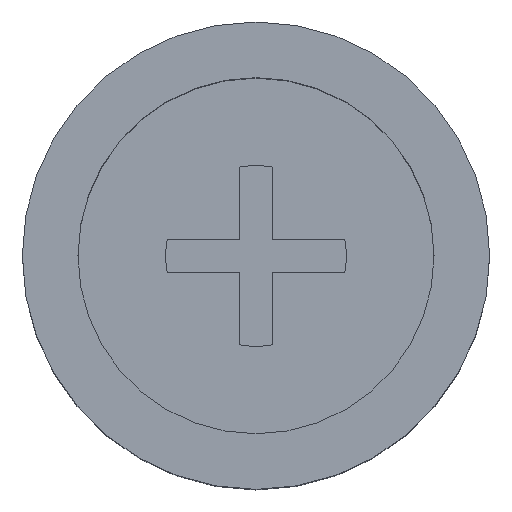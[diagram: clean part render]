
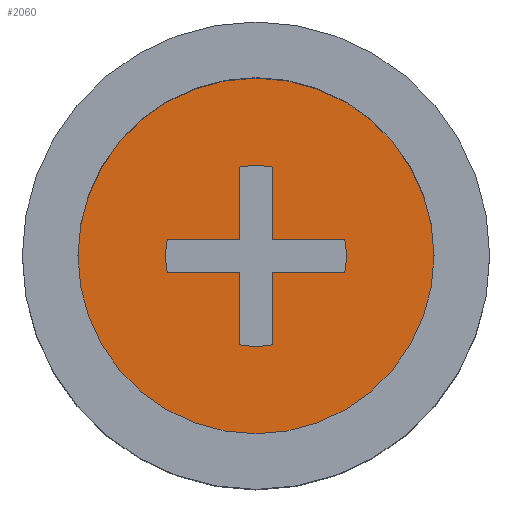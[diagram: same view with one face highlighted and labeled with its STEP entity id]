
A CAD part, top view. The second image highlights one B-rep face of the part: STEP entity #2060.
In plain terms, the highlighted planar face has unit normal (0, 0, 1).
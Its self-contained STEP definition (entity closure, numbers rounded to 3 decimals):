
#100=CARTESIAN_POINT('',(-3.2,100.,1.));
#110=VERTEX_POINT('',#100);
#290=CARTESIAN_POINT('',(3.2,100.,1.));
#300=VERTEX_POINT('',#290);
#330=CARTESIAN_POINT('',(0.,100.,1.));
#340=DIRECTION('',(0.,0.,1.));
#350=DIRECTION('',(-1.,0.,0.));
#360=AXIS2_PLACEMENT_3D('',#330,#340,#350);
#370=CIRCLE('',#360,3.2);
#380=EDGE_CURVE('',#300,#110,#370,.T.);
#1010=CARTESIAN_POINT('',(0.,100.,1.));
#1020=DIRECTION('',(0.,0.,1.));
#1030=DIRECTION('',(-1.,0.,0.));
#1040=AXIS2_PLACEMENT_3D('',#1010,#1020,#1030);
#1050=PLANE('',#1040);
#1060=CARTESIAN_POINT('',(0.,100.,1.));
#1070=DIRECTION('',(0.,0.,1.));
#1080=DIRECTION('',(1.,0.,0.));
#1090=AXIS2_PLACEMENT_3D('',#1060,#1070,#1080);
#1100=CIRCLE('',#1090,1.375);
#1110=CARTESIAN_POINT('',(0.3,101.342,1.));
#1120=VERTEX_POINT('',#1110);
#1130=CARTESIAN_POINT('',(-0.3,101.342,1.));
#1140=VERTEX_POINT('',#1130);
#1150=EDGE_CURVE('',#1120,#1140,#1100,.T.);
#1160=ORIENTED_EDGE('',*,*,#1150,.F.);
#1170=CARTESIAN_POINT('',(-0.3,-2.127,1.));
#1180=DIRECTION('',(0.,-1.,0.));
#1190=VECTOR('',#1180,1.);
#1200=LINE('',#1170,#1190);
#1210=CARTESIAN_POINT('',(-0.3,100.3,1.));
#1220=VERTEX_POINT('',#1210);
#1230=EDGE_CURVE('',#1140,#1220,#1200,.T.);
#1240=ORIENTED_EDGE('',*,*,#1230,.F.);
#1250=CARTESIAN_POINT('',(-23.328,100.3,1.));
#1260=DIRECTION('',(-1.,0.,0.));
#1270=VECTOR('',#1260,1.);
#1280=LINE('',#1250,#1270);
#1290=CARTESIAN_POINT('',(-1.342,100.3,1.));
#1300=VERTEX_POINT('',#1290);
#1310=EDGE_CURVE('',#1220,#1300,#1280,.T.);
#1320=ORIENTED_EDGE('',*,*,#1310,.F.);
#1330=CARTESIAN_POINT('',(-1.375,100.,1.));
#1340=VERTEX_POINT('',#1330);
#1350=EDGE_CURVE('',#1300,#1340,#1100,.T.);
#1360=ORIENTED_EDGE('',*,*,#1350,.F.);
#1370=CARTESIAN_POINT('',(-1.342,99.7,1.));
#1380=VERTEX_POINT('',#1370);
#1390=EDGE_CURVE('',#1340,#1380,#1100,.T.);
#1400=ORIENTED_EDGE('',*,*,#1390,.F.);
#1410=CARTESIAN_POINT('',(-23.328,99.7,1.));
#1420=DIRECTION('',(1.,0.,0.));
#1430=VECTOR('',#1420,1.);
#1440=LINE('',#1410,#1430);
#1450=CARTESIAN_POINT('',(-0.3,99.7,1.));
#1460=VERTEX_POINT('',#1450);
#1470=EDGE_CURVE('',#1380,#1460,#1440,.T.);
#1480=ORIENTED_EDGE('',*,*,#1470,.F.);
#1490=CARTESIAN_POINT('',(-0.3,-2.127,1.));
#1500=DIRECTION('',(0.,-1.,0.));
#1510=VECTOR('',#1500,1.);
#1520=LINE('',#1490,#1510);
#1530=CARTESIAN_POINT('',(-0.3,98.658,1.));
#1540=VERTEX_POINT('',#1530);
#1550=EDGE_CURVE('',#1460,#1540,#1520,.T.);
#1560=ORIENTED_EDGE('',*,*,#1550,.F.);
#1570=CARTESIAN_POINT('',(0.3,98.658,1.));
#1580=VERTEX_POINT('',#1570);
#1590=EDGE_CURVE('',#1540,#1580,#1100,.T.);
#1600=ORIENTED_EDGE('',*,*,#1590,.F.);
#1610=CARTESIAN_POINT('',(0.3,-2.127,1.));
#1620=DIRECTION('',(0.,1.,0.));
#1630=VECTOR('',#1620,1.);
#1640=LINE('',#1610,#1630);
#1650=CARTESIAN_POINT('',(0.3,99.7,1.));
#1660=VERTEX_POINT('',#1650);
#1670=EDGE_CURVE('',#1580,#1660,#1640,.T.);
#1680=ORIENTED_EDGE('',*,*,#1670,.F.);
#1690=CARTESIAN_POINT('',(-23.328,99.7,1.));
#1700=DIRECTION('',(1.,0.,0.));
#1710=VECTOR('',#1700,1.);
#1720=LINE('',#1690,#1710);
#1730=CARTESIAN_POINT('',(1.342,99.7,1.));
#1740=VERTEX_POINT('',#1730);
#1750=EDGE_CURVE('',#1660,#1740,#1720,.T.);
#1760=ORIENTED_EDGE('',*,*,#1750,.F.);
#1770=CARTESIAN_POINT('',(1.375,100.,1.));
#1780=VERTEX_POINT('',#1770);
#1790=EDGE_CURVE('',#1740,#1780,#1100,.T.);
#1800=ORIENTED_EDGE('',*,*,#1790,.F.);
#1810=CARTESIAN_POINT('',(1.342,100.3,1.));
#1820=VERTEX_POINT('',#1810);
#1830=EDGE_CURVE('',#1780,#1820,#1100,.T.);
#1840=ORIENTED_EDGE('',*,*,#1830,.F.);
#1850=CARTESIAN_POINT('',(-23.328,100.3,1.));
#1860=DIRECTION('',(-1.,0.,0.));
#1870=VECTOR('',#1860,1.);
#1880=LINE('',#1850,#1870);
#1890=CARTESIAN_POINT('',(0.3,100.3,1.));
#1900=VERTEX_POINT('',#1890);
#1910=EDGE_CURVE('',#1820,#1900,#1880,.T.);
#1920=ORIENTED_EDGE('',*,*,#1910,.F.);
#1930=CARTESIAN_POINT('',(0.3,-2.127,1.));
#1940=DIRECTION('',(0.,1.,0.));
#1950=VECTOR('',#1940,1.);
#1960=LINE('',#1930,#1950);
#1970=EDGE_CURVE('',#1900,#1120,#1960,.T.);
#1980=ORIENTED_EDGE('',*,*,#1970,.F.);
#1990=EDGE_LOOP('',(#1980,#1920,#1840,#1800,#1760,#1680,#1600,#1560,
#1480,#1400,#1360,#1320,#1240,#1160));
#2000=FACE_BOUND('',#1990,.T.);
#2010=EDGE_CURVE('',#110,#300,#370,.T.);
#2020=ORIENTED_EDGE('',*,*,#2010,.T.);
#2030=ORIENTED_EDGE('',*,*,#380,.T.);
#2040=EDGE_LOOP('',(#2030,#2020));
#2050=FACE_OUTER_BOUND('',#2040,.T.);
#2060=ADVANCED_FACE('',(#2000,#2050),#1050,.T.);
